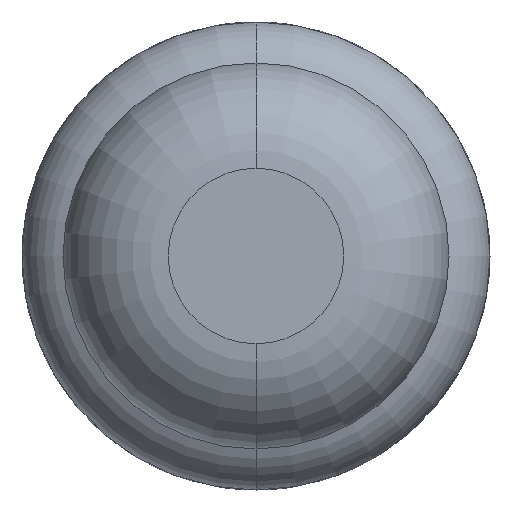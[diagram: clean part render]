
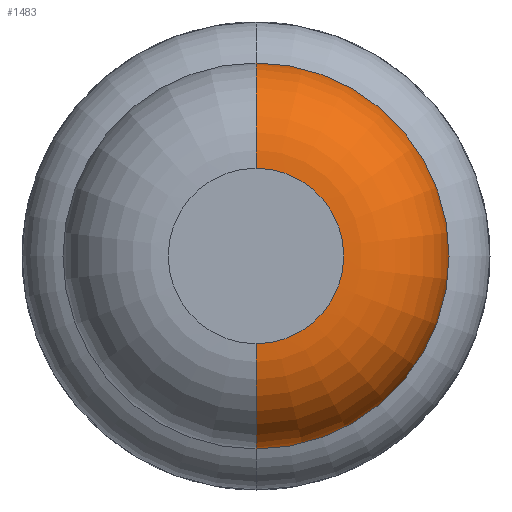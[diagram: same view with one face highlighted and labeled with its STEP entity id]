
A CAD part, front view. The second image highlights one B-rep face of the part: STEP entity #1483.
In plain terms, the highlighted toroidal (fillet/blend) face has major radius 0.375 mm and minor radius 0.45 mm.
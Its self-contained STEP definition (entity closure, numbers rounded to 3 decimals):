
#71 = ORIENTED_EDGE ( 'NONE', *, *, #1819, .F. ) ;
#121 = EDGE_LOOP ( 'NONE', ( #4505, #2187, #71, #3210 ) ) ;
#312 = AXIS2_PLACEMENT_3D ( 'NONE', #1533, #4786, #4114 ) ;
#341 = AXIS2_PLACEMENT_3D ( 'NONE', #895, #2392, #2769 ) ;
#453 = DIRECTION ( 'NONE',  ( 0., 0., 1. ) ) ;
#729 = AXIS2_PLACEMENT_3D ( 'NONE', #4502, #1184, #453 ) ;
#734 = DIRECTION ( 'NONE',  ( 0., 0., -1. ) ) ;
#895 = CARTESIAN_POINT ( 'NONE',  ( 0., -24., 0. ) ) ;
#983 = CIRCLE ( 'NONE', #341, 0.375 ) ;
#1065 = CARTESIAN_POINT ( 'NONE',  ( 0., -23.55, -0.375 ) ) ;
#1184 = DIRECTION ( 'NONE',  ( 0., 1., 0. ) ) ;
#1483 = ADVANCED_FACE ( 'Defeature ausgef�hrt1_2', ( #1498 ), #1797, .T. ) ;
#1498 = FACE_OUTER_BOUND ( 'NONE', #121, .T. ) ;
#1533 = CARTESIAN_POINT ( 'NONE',  ( 0., -23.55, 0. ) ) ;
#1649 = CARTESIAN_POINT ( 'NONE',  ( 0., -23.55, 0.375 ) ) ;
#1667 = CARTESIAN_POINT ( 'NONE',  ( 0., -24., 0.375 ) ) ;
#1797 = TOROIDAL_SURFACE ( 'NONE', #729, 0.375, 0.45 ) ;
#1819 = EDGE_CURVE ( 'Defeature ausgef�hrt1_3+Defeature ausgef�hrt1_2+Defeature ausgef�hrt1_2+Defeature ausgef�hrt1_2', #2176, #3820, #2738, .T. ) ;
#2045 = DIRECTION ( 'NONE',  ( -1., 0., 0. ) ) ;
#2176 = VERTEX_POINT ( 'NONE', #4582 ) ;
#2180 = EDGE_CURVE ( 'Defeature ausgef�hrt1_2+Defeature ausgef�hrt1_1+Defeature ausgef�hrt1_1+Defeature ausgef�hrt1_1', #2663, #4643, #983, .T. ) ;
#2187 = ORIENTED_EDGE ( 'NONE', *, *, #2865, .T. ) ;
#2267 = CARTESIAN_POINT ( 'NONE',  ( 0., -24., -0.375 ) ) ;
#2392 = DIRECTION ( 'NONE',  ( 0., 1., 0. ) ) ;
#2662 = EDGE_CURVE ( 'NONE', #2663, #2176, #4623, .T. ) ;
#2663 = VERTEX_POINT ( 'NONE', #1667 ) ;
#2738 = CIRCLE ( 'NONE', #312, 0.825 ) ;
#2769 = DIRECTION ( 'NONE',  ( 0., 0., 1. ) ) ;
#2865 = EDGE_CURVE ( 'NONE', #4643, #3820, #4795, .T. ) ;
#3179 = DIRECTION ( 'NONE',  ( 0., 0., 1. ) ) ;
#3210 = ORIENTED_EDGE ( 'NONE', *, *, #2662, .F. ) ;
#3335 = DIRECTION ( 'NONE',  ( 1., 0., 0. ) ) ;
#3398 = AXIS2_PLACEMENT_3D ( 'NONE', #1649, #2045, #3179 ) ;
#3820 = VERTEX_POINT ( 'NONE', #4501 ) ;
#4114 = DIRECTION ( 'NONE',  ( 0., 0., 1. ) ) ;
#4501 = CARTESIAN_POINT ( 'NONE',  ( 0., -23.55, -0.825 ) ) ;
#4502 = CARTESIAN_POINT ( 'NONE',  ( 0., -23.55, 0. ) ) ;
#4505 = ORIENTED_EDGE ( 'NONE', *, *, #2180, .T. ) ;
#4582 = CARTESIAN_POINT ( 'NONE',  ( 0., -23.55, 0.825 ) ) ;
#4616 = AXIS2_PLACEMENT_3D ( 'NONE', #1065, #3335, #734 ) ;
#4623 = CIRCLE ( 'NONE', #3398, 0.45 ) ;
#4643 = VERTEX_POINT ( 'NONE', #2267 ) ;
#4786 = DIRECTION ( 'NONE',  ( 0., 1., 0. ) ) ;
#4795 = CIRCLE ( 'NONE', #4616, 0.45 ) ;
